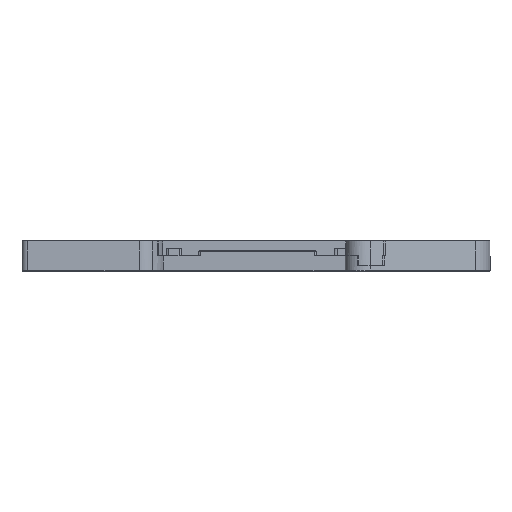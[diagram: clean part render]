
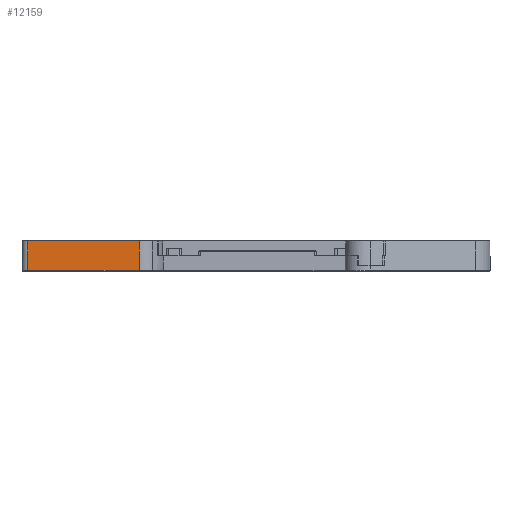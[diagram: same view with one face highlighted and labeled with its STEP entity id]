
A CAD part, front view. The second image highlights one B-rep face of the part: STEP entity #12159.
In plain terms, the highlighted planar face has unit normal (0, -1, 0).
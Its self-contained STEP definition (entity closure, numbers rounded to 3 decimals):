
#714 = EDGE_CURVE ( 'NONE', #15842, #7602, #24665, .T. ) ;
#968 = CARTESIAN_POINT ( 'NONE',  ( -69.702, -12.733, 15.778 ) ) ;
#3122 = CARTESIAN_POINT ( 'NONE',  ( -76.021, -12.733, 20.778 ) ) ;
#3177 = VECTOR ( 'NONE', #27699, 1000. ) ;
#3358 = DIRECTION ( 'NONE',  ( 0., 0., -1. ) ) ;
#3456 = EDGE_CURVE ( 'NONE', #25101, #23952, #12356, .T. ) ;
#5471 = DIRECTION ( 'NONE',  ( 0., 1., 0. ) ) ;
#6261 = ORIENTED_EDGE ( 'NONE', *, *, #17511, .F. ) ;
#7602 = VERTEX_POINT ( 'NONE', #19878 ) ;
#9580 = CARTESIAN_POINT ( 'NONE',  ( -88.659, -12.733, 20.778 ) ) ;
#10075 = VECTOR ( 'NONE', #3358, 1000. ) ;
#10589 = PLANE ( 'NONE',  #25847 ) ;
#11142 = FACE_OUTER_BOUND ( 'NONE', #32399, .T. ) ;
#11816 = ORIENTED_EDGE ( 'NONE', *, *, #16612, .F. ) ;
#12159 = ADVANCED_FACE ( 'NONE', ( #11142 ), #10589, .F. ) ;
#12356 = B_SPLINE_CURVE_WITH_KNOTS ( 'NONE', 3,
 ( #23879, #21272, #3122, #26466 ),
 .UNSPECIFIED., .F., .F.,
 ( 4, 4 ),
 ( 0., 1. ),
 .UNSPECIFIED. ) ;
#13365 = LINE ( 'NONE', #9580, #14990 ) ;
#14990 = VECTOR ( 'NONE', #27646, 1000. ) ;
#15842 = VERTEX_POINT ( 'NONE', #968 ) ;
#16612 = EDGE_CURVE ( 'NONE', #7602, #25101, #13365, .T. ) ;
#16760 = ORIENTED_EDGE ( 'NONE', *, *, #714, .F. ) ;
#16930 = LINE ( 'NONE', #23998, #10075 ) ;
#17511 = EDGE_CURVE ( 'NONE', #23952, #15842, #16930, .T. ) ;
#19878 = CARTESIAN_POINT ( 'NONE',  ( -88.659, -12.733, 15.778 ) ) ;
#19927 = CARTESIAN_POINT ( 'NONE',  ( -69.702, -12.733, 15.778 ) ) ;
#20988 = CARTESIAN_POINT ( 'NONE',  ( -69.702, -12.733, 20.778 ) ) ;
#21272 = CARTESIAN_POINT ( 'NONE',  ( -82.34, -12.733, 20.778 ) ) ;
#21978 = CARTESIAN_POINT ( 'NONE',  ( -69.702, -12.733, 20.778 ) ) ;
#23618 = DIRECTION ( 'NONE',  ( -1., 0., 0. ) ) ;
#23879 = CARTESIAN_POINT ( 'NONE',  ( -88.659, -12.733, 20.778 ) ) ;
#23952 = VERTEX_POINT ( 'NONE', #21978 ) ;
#23998 = CARTESIAN_POINT ( 'NONE',  ( -69.702, -12.733, 20.778 ) ) ;
#24665 = LINE ( 'NONE', #19927, #3177 ) ;
#25101 = VERTEX_POINT ( 'NONE', #31957 ) ;
#25847 = AXIS2_PLACEMENT_3D ( 'NONE', #20988, #5471, #23618 ) ;
#26466 = CARTESIAN_POINT ( 'NONE',  ( -69.702, -12.733, 20.778 ) ) ;
#27646 = DIRECTION ( 'NONE',  ( 0., 0., 1. ) ) ;
#27699 = DIRECTION ( 'NONE',  ( -1., 0., 0. ) ) ;
#31922 = ORIENTED_EDGE ( 'NONE', *, *, #3456, .F. ) ;
#31957 = CARTESIAN_POINT ( 'NONE',  ( -88.659, -12.733, 20.778 ) ) ;
#32399 = EDGE_LOOP ( 'NONE', ( #11816, #16760, #6261, #31922 ) ) ;
